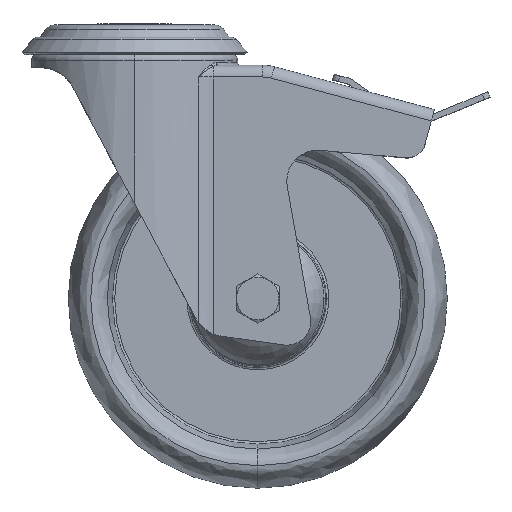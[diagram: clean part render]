
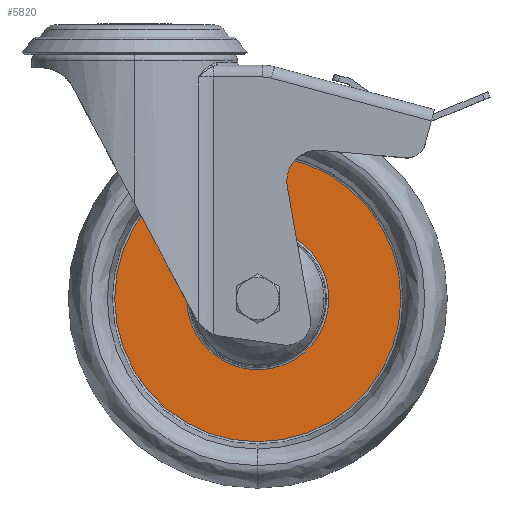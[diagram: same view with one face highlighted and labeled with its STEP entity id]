
A CAD part, top view. The second image highlights one B-rep face of the part: STEP entity #5820.
In plain terms, the highlighted planar face has unit normal (0, 0, 1).
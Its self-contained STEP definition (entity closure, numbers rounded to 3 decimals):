
#52 = AXIS2_PLACEMENT_3D ( 'NONE', #747, #5506, #3263 ) ;
#279 = ORIENTED_EDGE ( 'NONE', *, *, #2294, .F. ) ;
#747 = CARTESIAN_POINT ( 'NONE',  ( 18.064, -23.654, 4.75 ) ) ;
#814 = EDGE_CURVE ( 'NONE', #3130, #7794, #5486, .T. ) ;
#998 = DIRECTION ( 'NONE',  ( 0., 0., -1. ) ) ;
#1138 = DIRECTION ( 'NONE',  ( -1., 0., 0. ) ) ;
#1630 = CIRCLE ( 'NONE', #6875, 29.997 ) ;
#2294 = EDGE_CURVE ( 'NONE', #9350, #14369, #6395, .T. ) ;
#2336 = EDGE_CURVE ( 'NONE', #7794, #3130, #1630, .T. ) ;
#2344 = ORIENTED_EDGE ( 'NONE', *, *, #814, .T. ) ;
#2367 = CARTESIAN_POINT ( 'NONE',  ( 48.062, -53.652, 4.75 ) ) ;
#2461 = DIRECTION ( 'NONE',  ( 0., 0., -1. ) ) ;
#2608 = CARTESIAN_POINT ( 'NONE',  ( 18.064, -53.652, 4.75 ) ) ;
#3130 = VERTEX_POINT ( 'NONE', #14804 ) ;
#3229 = EDGE_LOOP ( 'NONE', ( #279, #5227 ) ) ;
#3263 = DIRECTION ( 'NONE',  ( -1., 0., 0. ) ) ;
#4386 = FACE_BOUND ( 'NONE', #7359, .T. ) ;
#4467 = DIRECTION ( 'NONE',  ( -1., 0., 0. ) ) ;
#5177 = AXIS2_PLACEMENT_3D ( 'NONE', #14548, #2461, #12096 ) ;
#5227 = ORIENTED_EDGE ( 'NONE', *, *, #8306, .F. ) ;
#5486 = CIRCLE ( 'NONE', #11470, 29.997 ) ;
#5506 = DIRECTION ( 'NONE',  ( 0., 0., -1. ) ) ;
#5820 = ADVANCED_FACE ( 'NONE', ( #15052, #4386 ), #11444, .F. ) ;
#6395 = CIRCLE ( 'NONE', #13829, 60.391 ) ;
#6863 = CARTESIAN_POINT ( 'NONE',  ( 78.455, -53.652, 4.75 ) ) ;
#6875 = AXIS2_PLACEMENT_3D ( 'NONE', #2608, #7388, #13457 ) ;
#7359 = EDGE_LOOP ( 'NONE', ( #2344, #14136 ) ) ;
#7388 = DIRECTION ( 'NONE',  ( 0., 0., -1. ) ) ;
#7794 = VERTEX_POINT ( 'NONE', #2367 ) ;
#8306 = EDGE_CURVE ( 'NONE', #14369, #9350, #13859, .T. ) ;
#9350 = VERTEX_POINT ( 'NONE', #13921 ) ;
#11444 = PLANE ( 'NONE',  #52 ) ;
#11470 = AXIS2_PLACEMENT_3D ( 'NONE', #15127, #14029, #4467 ) ;
#12096 = DIRECTION ( 'NONE',  ( -1., 0., 0. ) ) ;
#12861 = CARTESIAN_POINT ( 'NONE',  ( 18.064, -53.652, 4.75 ) ) ;
#13457 = DIRECTION ( 'NONE',  ( -1., 0., 0. ) ) ;
#13829 = AXIS2_PLACEMENT_3D ( 'NONE', #12861, #998, #1138 ) ;
#13859 = CIRCLE ( 'NONE', #5177, 60.391 ) ;
#13921 = CARTESIAN_POINT ( 'NONE',  ( -42.327, -53.652, 4.75 ) ) ;
#14029 = DIRECTION ( 'NONE',  ( 0., 0., -1. ) ) ;
#14136 = ORIENTED_EDGE ( 'NONE', *, *, #2336, .T. ) ;
#14369 = VERTEX_POINT ( 'NONE', #6863 ) ;
#14548 = CARTESIAN_POINT ( 'NONE',  ( 18.064, -53.652, 4.75 ) ) ;
#14804 = CARTESIAN_POINT ( 'NONE',  ( -11.933, -53.652, 4.75 ) ) ;
#15052 = FACE_OUTER_BOUND ( 'NONE', #3229, .T. ) ;
#15127 = CARTESIAN_POINT ( 'NONE',  ( 18.064, -53.652, 4.75 ) ) ;
